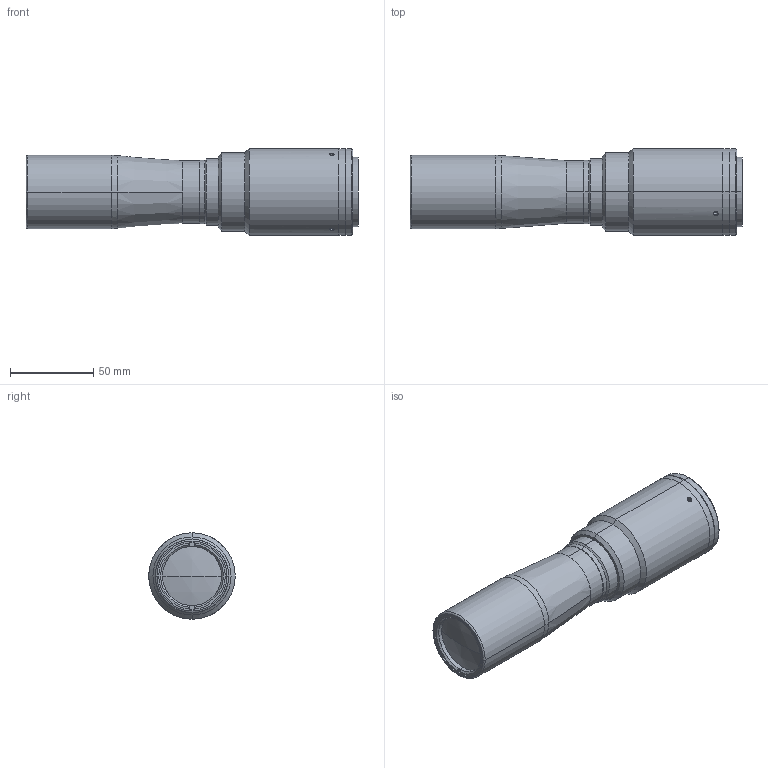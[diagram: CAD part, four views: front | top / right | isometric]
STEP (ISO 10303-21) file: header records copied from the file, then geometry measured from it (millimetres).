
FILE_DESCRIPTION (( 'STEP AP203' ), '1' );
FILE_NAME ('DP71425_TC4MHR024-E.step', '2021-10-05T08:25:39', ( '' ), ( '' ), 'SwSTEP 2.0', 'SolidWorks 2021', '' );
FILE_SCHEMA (( 'CONFIG_CONTROL_DESIGN' ));
Length unit declared in the file: millimetre
Products named in the file (1): DP71425_TC4MHR024-E
Bounding box: 199.6 x 52 x 52 mm (x, y, z)
Surface area: 48675.5 mm2 (no closed solid volume)
Topology: 0 solids, 14 shells, 95 faces, 254 edges, 173 vertices
Faces by surface type: plane 41, cylinder 28, cone 20, torus 4, sphere 2
Entity records: 3260 total; most frequent: CARTESIAN_POINT 763, DIRECTION 550, ORIENTED_EDGE 414, EDGE_CURVE 254, AXIS2_PLACEMENT_3D 216, VERTEX_POINT 173, CIRCLE 120, LINE 118
